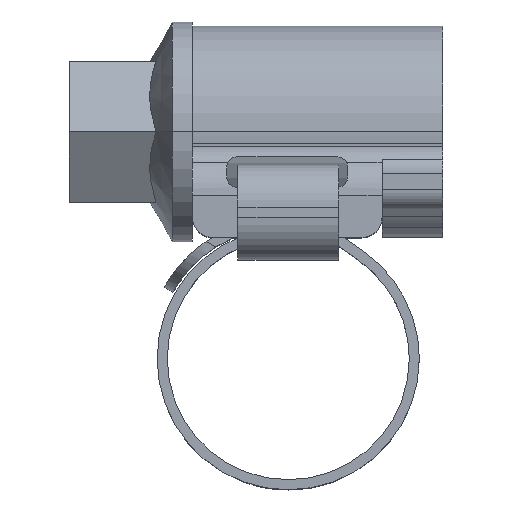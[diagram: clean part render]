
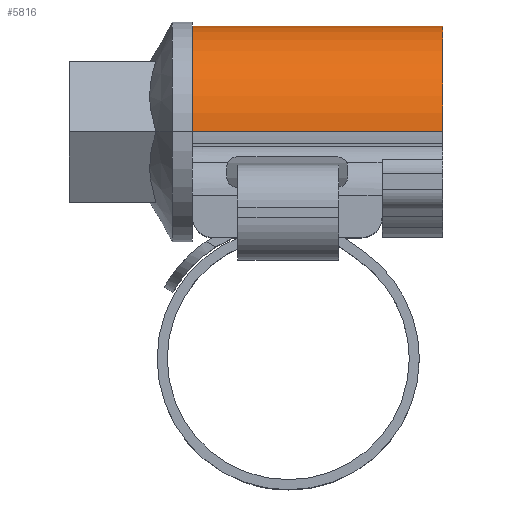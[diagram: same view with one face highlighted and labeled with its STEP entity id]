
A CAD part, top view. The second image highlights one B-rep face of the part: STEP entity #5816.
In plain terms, the highlighted cylindrical face has radius 5.25 mm (diameter 10.5 mm), a partial arc.
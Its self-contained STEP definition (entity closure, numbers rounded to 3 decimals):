
#336 = VERTEX_POINT ( 'NONE', #1889 ) ;
#500 = CARTESIAN_POINT ( 'NONE',  ( -4.75, 11.25, 0. ) ) ;
#545 = VERTEX_POINT ( 'NONE', #8890 ) ;
#1154 = DIRECTION ( 'NONE',  ( 0., 0., -1. ) ) ;
#1576 = VECTOR ( 'NONE', #7755, 1000. ) ;
#1769 = CARTESIAN_POINT ( 'NONE',  ( -4.75, 11.25, -5.25 ) ) ;
#1816 = AXIS2_PLACEMENT_3D ( 'NONE', #7490, #5357, #3938 ) ;
#1889 = CARTESIAN_POINT ( 'NONE',  ( 7.65, 11.25, 5.25 ) ) ;
#2435 = LINE ( 'NONE', #5367, #8813 ) ;
#2446 = EDGE_CURVE ( 'NONE', #8650, #4658, #8315, .T. ) ;
#2669 = DIRECTION ( 'NONE',  ( 1., 0., 0. ) ) ;
#3938 = DIRECTION ( 'NONE',  ( 0., 0., 1. ) ) ;
#4069 = FACE_OUTER_BOUND ( 'NONE', #5525, .T. ) ;
#4563 = AXIS2_PLACEMENT_3D ( 'NONE', #500, #2669, #6176 ) ;
#4590 = EDGE_CURVE ( 'NONE', #545, #336, #9275, .T. ) ;
#4658 = VERTEX_POINT ( 'NONE', #1769 ) ;
#4856 = CARTESIAN_POINT ( 'NONE',  ( -4.75, 11.25, -5.25 ) ) ;
#5105 = EDGE_CURVE ( 'NONE', #8650, #336, #2435, .T. ) ;
#5357 = DIRECTION ( 'NONE',  ( -1., 0., 0. ) ) ;
#5367 = CARTESIAN_POINT ( 'NONE',  ( -4.75, 11.25, 5.25 ) ) ;
#5525 = EDGE_LOOP ( 'NONE', ( #7293, #6396, #7064, #8098 ) ) ;
#5816 = ADVANCED_FACE ( 'NONE', ( #4069 ), #6974, .T. ) ;
#6176 = DIRECTION ( 'NONE',  ( 0., 0., -1. ) ) ;
#6396 = ORIENTED_EDGE ( 'NONE', *, *, #5105, .T. ) ;
#6974 = CYLINDRICAL_SURFACE ( 'NONE', #4563, 5.25 ) ;
#7064 = ORIENTED_EDGE ( 'NONE', *, *, #4590, .F. ) ;
#7293 = ORIENTED_EDGE ( 'NONE', *, *, #2446, .F. ) ;
#7490 = CARTESIAN_POINT ( 'NONE',  ( -4.75, 11.25, 0. ) ) ;
#7529 = CARTESIAN_POINT ( 'NONE',  ( -4.75, 11.25, 5.25 ) ) ;
#7755 = DIRECTION ( 'NONE',  ( 1., 0., 0. ) ) ;
#7798 = LINE ( 'NONE', #4856, #1576 ) ;
#7820 = DIRECTION ( 'NONE',  ( 1., 0., 0. ) ) ;
#8098 = ORIENTED_EDGE ( 'NONE', *, *, #8241, .F. ) ;
#8241 = EDGE_CURVE ( 'NONE', #4658, #545, #7798, .T. ) ;
#8252 = DIRECTION ( 'NONE',  ( 1., 0., 0. ) ) ;
#8315 = CIRCLE ( 'NONE', #1816, 5.25 ) ;
#8535 = CARTESIAN_POINT ( 'NONE',  ( 7.65, 11.25, 0. ) ) ;
#8650 = VERTEX_POINT ( 'NONE', #7529 ) ;
#8805 = AXIS2_PLACEMENT_3D ( 'NONE', #8535, #7820, #1154 ) ;
#8813 = VECTOR ( 'NONE', #8252, 1000. ) ;
#8890 = CARTESIAN_POINT ( 'NONE',  ( 7.65, 11.25, -5.25 ) ) ;
#9275 = CIRCLE ( 'NONE', #8805, 5.25 ) ;
